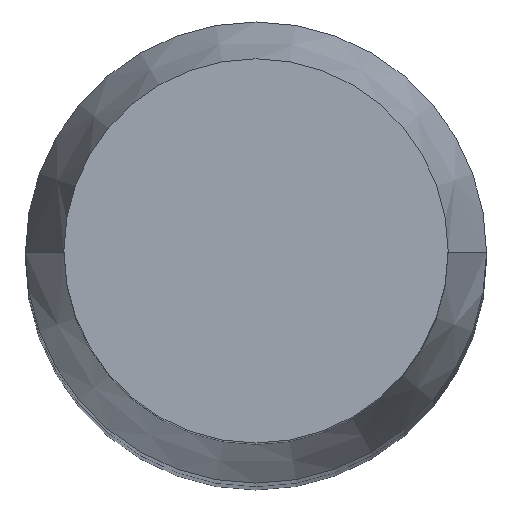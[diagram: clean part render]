
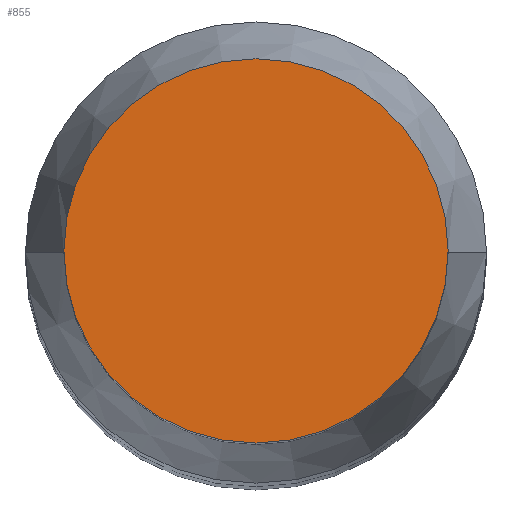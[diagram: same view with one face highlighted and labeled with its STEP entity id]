
A CAD part, top view. The second image highlights one B-rep face of the part: STEP entity #855.
In plain terms, the highlighted planar face has unit normal (0, 0, 1).
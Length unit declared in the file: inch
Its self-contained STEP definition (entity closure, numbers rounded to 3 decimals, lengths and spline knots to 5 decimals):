
#4 = CARTESIAN_POINT ( 'NONE',  ( 0.0492, 0., 0. ) ) ;
#9 = AXIS2_PLACEMENT_3D ( 'NONE', #246, #718, #705 ) ;
#20 = AXIS2_PLACEMENT_3D ( 'NONE', #571, #410, #35 ) ;
#32 = PLANE ( 'NONE',  #9 ) ;
#35 = DIRECTION ( 'NONE',  ( 1., 0., 0. ) ) ;
#163 = VERTEX_POINT ( 'NONE', #4 ) ;
#190 = CIRCLE ( 'NONE', #20, 0.0492 ) ;
#194 = ORIENTED_EDGE ( 'NONE', *, *, #935, .T. ) ;
#246 = CARTESIAN_POINT ( 'NONE',  ( 0., 0., 0. ) ) ;
#256 = AXIS2_PLACEMENT_3D ( 'NONE', #947, #327, #416 ) ;
#327 = DIRECTION ( 'NONE',  ( 0., 0., 1. ) ) ;
#410 = DIRECTION ( 'NONE',  ( 0., 0., 1. ) ) ;
#416 = DIRECTION ( 'NONE',  ( 1., 0., 0. ) ) ;
#442 = EDGE_LOOP ( 'NONE', ( #588, #194 ) ) ;
#571 = CARTESIAN_POINT ( 'NONE',  ( 0., 0., 0. ) ) ;
#588 = ORIENTED_EDGE ( 'NONE', *, *, #901, .T. ) ;
#688 = CIRCLE ( 'NONE', #256, 0.0492 ) ;
#705 = DIRECTION ( 'NONE',  ( 1., 0., 0. ) ) ;
#715 = FACE_OUTER_BOUND ( 'NONE', #442, .T. ) ;
#717 = VERTEX_POINT ( 'NONE', #853 ) ;
#718 = DIRECTION ( 'NONE',  ( 0., 0., -1. ) ) ;
#853 = CARTESIAN_POINT ( 'NONE',  ( -0.0492, 0., 0. ) ) ;
#855 = ADVANCED_FACE ( 'NONE', ( #715 ), #32, .F. ) ;
#901 = EDGE_CURVE ( 'NONE', #163, #717, #688, .T. ) ;
#935 = EDGE_CURVE ( 'NONE', #717, #163, #190, .T. ) ;
#947 = CARTESIAN_POINT ( 'NONE',  ( 0., 0., 0. ) ) ;
